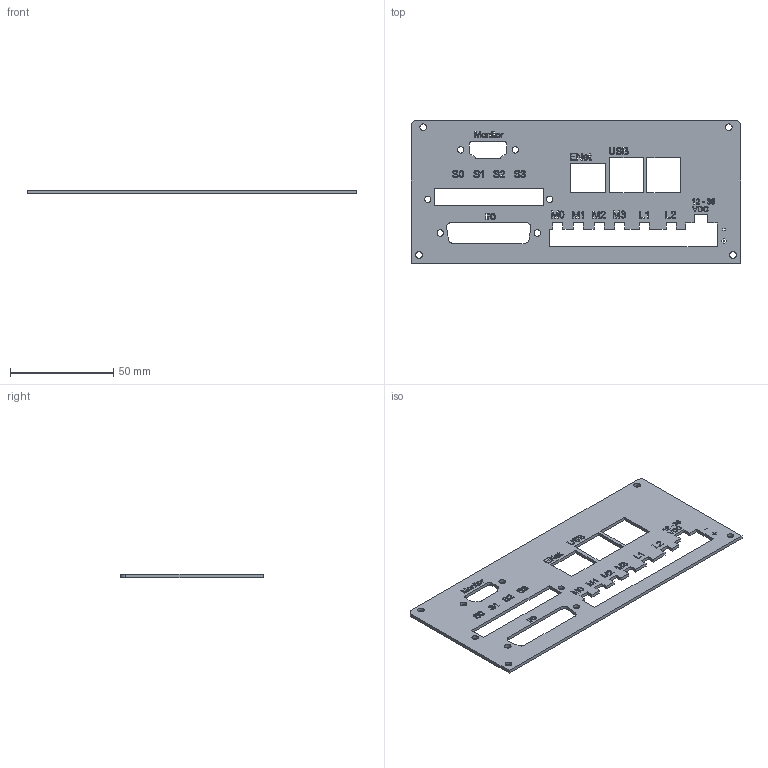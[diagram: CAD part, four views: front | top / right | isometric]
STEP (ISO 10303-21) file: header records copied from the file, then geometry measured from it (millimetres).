
FILE_DESCRIPTION(/* description */ (''),/* implementation_level */ '2;1');
FILE_NAME(/* name */ 'bbctrl-back v8.step',/* time_stamp */ '2020-06-05T15:18:13-04:00',/* author */ (''),/* organization */ (''),/* preprocessor_version */ 'ST-DEVELOPER v18.1',/* originating_system */ 'Autodesk Translation Framework v9.3.0.1241',/* authorisation */ '');
FILE_SCHEMA (('AUTOMOTIVE_DESIGN { 1 0 10303 214 3 1 1 }'));
Length unit declared in the file: inch
Products named in the file (2): bbctrl-back; Back
Assembly tree (1 placements, depth 2):
  bbctrl-back
    Back
Bounding box: 159.7 x 69.2 x 1.59 mm (x, y, z)
Volume: 12993.8 mm3; surface area: 19435.2 mm2
Topology: 11 solids, 11 shells, 958 faces, 2808 edges, 1872 vertices
Faces by surface type: bspline 586, plane 350, cylinder 22
Full cylindrical faces by diameter (mm): 3.1 x6, 3.2 x4
Entity records: 37321 total; most frequent: CARTESIAN_POINT 15603, ORIENTED_EDGE 5616, EDGE_CURVE 2808, DIRECTION 2430, VERTEX_POINT 1872, LINE 1592, VECTOR 1592, B_SPLINE_CURVE_WITH_KNOTS 1172
